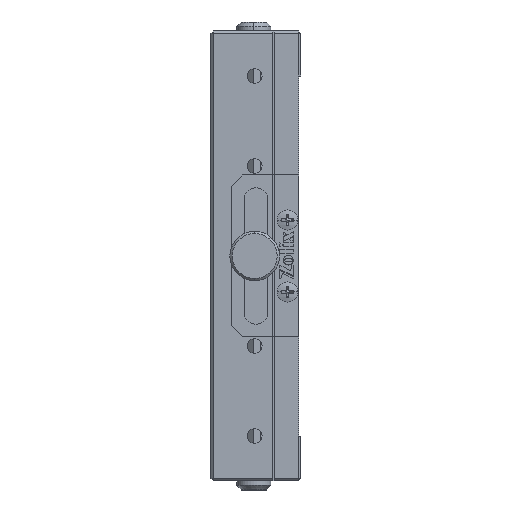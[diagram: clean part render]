
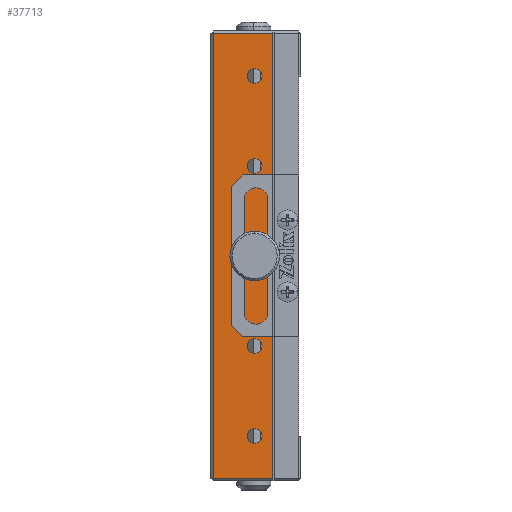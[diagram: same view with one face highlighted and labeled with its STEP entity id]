
A CAD part, left-side view. The second image highlights one B-rep face of the part: STEP entity #37713.
In plain terms, the highlighted planar face has unit normal (-1, 0, 0).
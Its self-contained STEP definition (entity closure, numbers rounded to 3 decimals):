
#46 = AXIS2_PLACEMENT_3D ( 'NONE', #25476, #18716, #4790 ) ;
#214 = CARTESIAN_POINT ( 'NONE',  ( -42.399, -11.929, 162. ) ) ;
#324 = CARTESIAN_POINT ( 'NONE',  ( -42.399, -7.929, 110.4 ) ) ;
#460 = VERTEX_POINT ( 'NONE', #3276 ) ;
#619 = CARTESIAN_POINT ( 'NONE',  ( -42.399, -7.929, 152.5 ) ) ;
#996 = EDGE_CURVE ( 'NONE', #40353, #43962, #29502, .T. ) ;
#1652 = ORIENTED_EDGE ( 'NONE', *, *, #43614, .F. ) ;
#1743 = AXIS2_PLACEMENT_3D ( 'NONE', #11959, #5390, #26197 ) ;
#1787 = CARTESIAN_POINT ( 'NONE',  ( -42.399, 1.271, 62.5 ) ) ;
#2634 = DIRECTION ( 'NONE',  ( 0., 0., 1. ) ) ;
#2660 = AXIS2_PLACEMENT_3D ( 'NONE', #9922, #34208, #16938 ) ;
#2920 = EDGE_LOOP ( 'NONE', ( #28468, #4425 ) ) ;
#3012 = EDGE_CURVE ( 'NONE', #18595, #38382, #27219, .T. ) ;
#3032 = EDGE_LOOP ( 'NONE', ( #23059, #17698 ) ) ;
#3276 = CARTESIAN_POINT ( 'NONE',  ( -42.399, -11.929, 162. ) ) ;
#3502 = DIRECTION ( 'NONE',  ( -1., 0., 0. ) ) ;
#3863 = EDGE_CURVE ( 'NONE', #36119, #17950, #5162, .T. ) ;
#4295 = CARTESIAN_POINT ( 'NONE',  ( -42.399, -7.929, 114.6 ) ) ;
#4425 = ORIENTED_EDGE ( 'NONE', *, *, #28897, .F. ) ;
#4673 = AXIS2_PLACEMENT_3D ( 'NONE', #619, #18079, #21694 ) ;
#4790 = DIRECTION ( 'NONE',  ( 0., 0., 1. ) ) ;
#4848 = LINE ( 'NONE', #214, #22021 ) ;
#5162 = CIRCLE ( 'NONE', #46, 1.65 ) ;
#5259 = EDGE_LOOP ( 'NONE', ( #8414, #15573 ) ) ;
#5390 = DIRECTION ( 'NONE',  ( -1., 0., 0. ) ) ;
#5457 = CIRCLE ( 'NONE', #25357, 2.1 ) ;
#5508 = CARTESIAN_POINT ( 'NONE',  ( -42.399, -7.929, 132.5 ) ) ;
#6003 = AXIS2_PLACEMENT_3D ( 'NONE', #17540, #41580, #21302 ) ;
#6029 = VERTEX_POINT ( 'NONE', #9132 ) ;
#6185 = LINE ( 'NONE', #29988, #39976 ) ;
#6499 = FACE_BOUND ( 'NONE', #5259, .T. ) ;
#6660 = ORIENTED_EDGE ( 'NONE', *, *, #25851, .F. ) ;
#6970 = EDGE_CURVE ( 'NONE', #42467, #10360, #8811, .T. ) ;
#7593 = VECTOR ( 'NONE', #26161, 1000. ) ;
#8041 = EDGE_CURVE ( 'NONE', #32158, #6029, #12436, .T. ) ;
#8107 = CARTESIAN_POINT ( 'NONE',  ( -42.399, -7.929, 154.15 ) ) ;
#8202 = EDGE_LOOP ( 'NONE', ( #32173, #1652 ) ) ;
#8414 = ORIENTED_EDGE ( 'NONE', *, *, #43732, .F. ) ;
#8811 = CIRCLE ( 'NONE', #1743, 2.1 ) ;
#9029 = DIRECTION ( 'NONE',  ( 0., 0., 1. ) ) ;
#9132 = CARTESIAN_POINT ( 'NONE',  ( -42.399, -7.929, 94.15 ) ) ;
#9922 = CARTESIAN_POINT ( 'NONE',  ( -42.399, -7.929, 92.5 ) ) ;
#10360 = VERTEX_POINT ( 'NONE', #324 ) ;
#10665 = CIRCLE ( 'NONE', #4673, 1.65 ) ;
#11510 = CIRCLE ( 'NONE', #12265, 1.65 ) ;
#11959 = CARTESIAN_POINT ( 'NONE',  ( -42.399, -7.929, 112.5 ) ) ;
#12265 = AXIS2_PLACEMENT_3D ( 'NONE', #24024, #3502, #34223 ) ;
#12436 = CIRCLE ( 'NONE', #2660, 1.65 ) ;
#12654 = CARTESIAN_POINT ( 'NONE',  ( -42.399, -7.929, 72.5 ) ) ;
#13279 = EDGE_LOOP ( 'NONE', ( #17300, #25496, #20284, #32905 ) ) ;
#13635 = CARTESIAN_POINT ( 'NONE',  ( -42.399, -11.929, 63. ) ) ;
#14130 = CARTESIAN_POINT ( 'NONE',  ( -42.399, -7.929, 74.15 ) ) ;
#15065 = CIRCLE ( 'NONE', #15877, 1.65 ) ;
#15573 = ORIENTED_EDGE ( 'NONE', *, *, #996, .F. ) ;
#15877 = AXIS2_PLACEMENT_3D ( 'NONE', #12654, #23181, #2634 ) ;
#16111 = FACE_BOUND ( 'NONE', #8202, .T. ) ;
#16390 = DIRECTION ( 'NONE',  ( -1., 0., 0. ) ) ;
#16938 = DIRECTION ( 'NONE',  ( 0., 0., 1. ) ) ;
#17300 = ORIENTED_EDGE ( 'NONE', *, *, #34279, .T. ) ;
#17540 = CARTESIAN_POINT ( 'NONE',  ( -42.399, -7.929, 92.5 ) ) ;
#17698 = ORIENTED_EDGE ( 'NONE', *, *, #30168, .F. ) ;
#17950 = VERTEX_POINT ( 'NONE', #23730 ) ;
#18079 = DIRECTION ( 'NONE',  ( -1., 0., 0. ) ) ;
#18595 = VERTEX_POINT ( 'NONE', #24100 ) ;
#18716 = DIRECTION ( 'NONE',  ( -1., 0., 0. ) ) ;
#19632 = VERTEX_POINT ( 'NONE', #21140 ) ;
#19985 = CARTESIAN_POINT ( 'NONE',  ( -42.399, -11.929, 62.5 ) ) ;
#20133 = DIRECTION ( 'NONE',  ( -1., 0., 0. ) ) ;
#20206 = CIRCLE ( 'NONE', #6003, 1.65 ) ;
#20284 = ORIENTED_EDGE ( 'NONE', *, *, #35976, .T. ) ;
#21140 = CARTESIAN_POINT ( 'NONE',  ( -42.399, -7.929, 150.85 ) ) ;
#21302 = DIRECTION ( 'NONE',  ( 0., 0., 1. ) ) ;
#21694 = DIRECTION ( 'NONE',  ( 0., 0., 1. ) ) ;
#22021 = VECTOR ( 'NONE', #41268, 1000. ) ;
#22595 = FACE_BOUND ( 'NONE', #3032, .T. ) ;
#22750 = DIRECTION ( 'NONE',  ( -1., 0., 0. ) ) ;
#23059 = ORIENTED_EDGE ( 'NONE', *, *, #3863, .F. ) ;
#23181 = DIRECTION ( 'NONE',  ( -1., 0., 0. ) ) ;
#23199 = DIRECTION ( 'NONE',  ( 0., 0., 1. ) ) ;
#23730 = CARTESIAN_POINT ( 'NONE',  ( -42.399, -7.929, 130.85 ) ) ;
#24024 = CARTESIAN_POINT ( 'NONE',  ( -42.399, -7.929, 152.5 ) ) ;
#24100 = CARTESIAN_POINT ( 'NONE',  ( -42.399, 1.271, 63. ) ) ;
#25250 = FACE_OUTER_BOUND ( 'NONE', #13279, .T. ) ;
#25357 = AXIS2_PLACEMENT_3D ( 'NONE', #33507, #16390, #29863 ) ;
#25476 = CARTESIAN_POINT ( 'NONE',  ( -42.399, -7.929, 132.5 ) ) ;
#25496 = ORIENTED_EDGE ( 'NONE', *, *, #44379, .T. ) ;
#25851 = EDGE_CURVE ( 'NONE', #6029, #32158, #20206, .T. ) ;
#26161 = DIRECTION ( 'NONE',  ( 0., 0., -1. ) ) ;
#26197 = DIRECTION ( 'NONE',  ( 0., 0., 1. ) ) ;
#26820 = ORIENTED_EDGE ( 'NONE', *, *, #8041, .F. ) ;
#26867 = DIRECTION ( 'NONE',  ( 0., 0., 1. ) ) ;
#27219 = LINE ( 'NONE', #13635, #31473 ) ;
#27946 = FACE_BOUND ( 'NONE', #32998, .T. ) ;
#28468 = ORIENTED_EDGE ( 'NONE', *, *, #34401, .F. ) ;
#28524 = LINE ( 'NONE', #1787, #7593 ) ;
#28897 = EDGE_CURVE ( 'NONE', #19632, #44049, #10665, .T. ) ;
#29502 = CIRCLE ( 'NONE', #39865, 1.65 ) ;
#29532 = DIRECTION ( 'NONE',  ( -1., 0., 0. ) ) ;
#29863 = DIRECTION ( 'NONE',  ( 0., 0., 1. ) ) ;
#29988 = CARTESIAN_POINT ( 'NONE',  ( -42.399, -11.929, 62.5 ) ) ;
#30144 = DIRECTION ( 'NONE',  ( 0., 0., 1. ) ) ;
#30168 = EDGE_CURVE ( 'NONE', #17950, #36119, #40161, .T. ) ;
#31473 = VECTOR ( 'NONE', #34627, 1000. ) ;
#32158 = VERTEX_POINT ( 'NONE', #33439 ) ;
#32173 = ORIENTED_EDGE ( 'NONE', *, *, #6970, .F. ) ;
#32905 = ORIENTED_EDGE ( 'NONE', *, *, #3012, .T. ) ;
#32998 = EDGE_LOOP ( 'NONE', ( #6660, #26820 ) ) ;
#33439 = CARTESIAN_POINT ( 'NONE',  ( -42.399, -7.929, 90.85 ) ) ;
#33507 = CARTESIAN_POINT ( 'NONE',  ( -42.399, -7.929, 112.5 ) ) ;
#34208 = DIRECTION ( 'NONE',  ( -1., 0., 0. ) ) ;
#34223 = DIRECTION ( 'NONE',  ( 0., 0., 1. ) ) ;
#34279 = EDGE_CURVE ( 'NONE', #38382, #460, #6185, .T. ) ;
#34401 = EDGE_CURVE ( 'NONE', #44049, #19632, #11510, .T. ) ;
#34627 = DIRECTION ( 'NONE',  ( 0., -1., 0. ) ) ;
#34984 = CARTESIAN_POINT ( 'NONE',  ( -42.399, 1.271, 162. ) ) ;
#35944 = CARTESIAN_POINT ( 'NONE',  ( -42.399, -7.929, 70.85 ) ) ;
#35976 = EDGE_CURVE ( 'NONE', #43228, #18595, #28524, .T. ) ;
#36119 = VERTEX_POINT ( 'NONE', #40432 ) ;
#36497 = CARTESIAN_POINT ( 'NONE',  ( -42.399, -11.929, 63. ) ) ;
#37713 = ADVANCED_FACE ( 'NONE', ( #25250, #16111, #27946, #6499, #42427, #22595 ), #43838, .T. ) ;
#38382 = VERTEX_POINT ( 'NONE', #36497 ) ;
#39865 = AXIS2_PLACEMENT_3D ( 'NONE', #43230, #29532, #9029 ) ;
#39976 = VECTOR ( 'NONE', #30144, 1000. ) ;
#40161 = CIRCLE ( 'NONE', #41223, 1.65 ) ;
#40353 = VERTEX_POINT ( 'NONE', #35944 ) ;
#40432 = CARTESIAN_POINT ( 'NONE',  ( -42.399, -7.929, 134.15 ) ) ;
#41223 = AXIS2_PLACEMENT_3D ( 'NONE', #5508, #22750, #23199 ) ;
#41268 = DIRECTION ( 'NONE',  ( 0., 1., 0. ) ) ;
#41283 = AXIS2_PLACEMENT_3D ( 'NONE', #19985, #20133, #26867 ) ;
#41580 = DIRECTION ( 'NONE',  ( -1., 0., 0. ) ) ;
#42427 = FACE_BOUND ( 'NONE', #2920, .T. ) ;
#42467 = VERTEX_POINT ( 'NONE', #4295 ) ;
#43228 = VERTEX_POINT ( 'NONE', #34984 ) ;
#43230 = CARTESIAN_POINT ( 'NONE',  ( -42.399, -7.929, 72.5 ) ) ;
#43614 = EDGE_CURVE ( 'NONE', #10360, #42467, #5457, .T. ) ;
#43732 = EDGE_CURVE ( 'NONE', #43962, #40353, #15065, .T. ) ;
#43838 = PLANE ( 'NONE',  #41283 ) ;
#43962 = VERTEX_POINT ( 'NONE', #14130 ) ;
#44049 = VERTEX_POINT ( 'NONE', #8107 ) ;
#44379 = EDGE_CURVE ( 'NONE', #460, #43228, #4848, .T. ) ;
